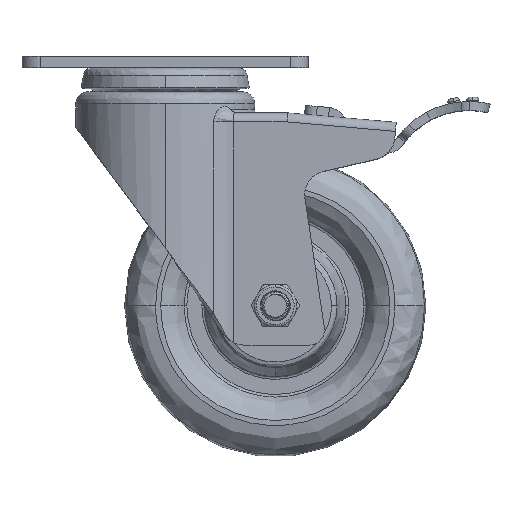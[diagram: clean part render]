
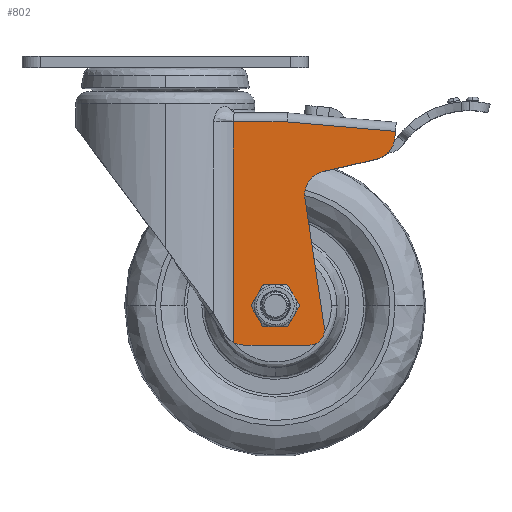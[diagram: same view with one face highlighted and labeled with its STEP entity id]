
A CAD part, top view. The second image highlights one B-rep face of the part: STEP entity #802.
In plain terms, the highlighted planar face has unit normal (0, 0, 1).
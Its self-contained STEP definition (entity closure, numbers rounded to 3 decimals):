
#67 = LINE ( 'NONE', #11532, #12125 ) ;
#248 = ORIENTED_EDGE ( 'NONE', *, *, #7400, .T. ) ;
#260 = CARTESIAN_POINT ( 'NONE',  ( 31.5, -82.8, 23. ) ) ;
#786 = CARTESIAN_POINT ( 'NONE',  ( 0., 0., 23. ) ) ;
#802 = ADVANCED_FACE ( 'NONE', ( #9565, #8067 ), #14394, .T. ) ;
#844 = LINE ( 'NONE', #17244, #17075 ) ;
#877 = CARTESIAN_POINT ( 'NONE',  ( 26.105, -95.8, 23. ) ) ;
#1061 = DIRECTION ( 'NONE',  ( 1., 0., 0. ) ) ;
#1298 = VECTOR ( 'NONE', #11167, 1000. ) ;
#1704 = CARTESIAN_POINT ( 'NONE',  ( 52.456, -38.229, 23. ) ) ;
#1853 = CARTESIAN_POINT ( 'NONE',  ( 26.105, -87.8, 23. ) ) ;
#1918 = ORIENTED_EDGE ( 'NONE', *, *, #10778, .T. ) ;
#2081 = CARTESIAN_POINT ( 'NONE',  ( 0., -95.8, 23. ) ) ;
#2113 = DIRECTION ( 'NONE',  ( 0.974, 0.225, 0. ) ) ;
#2242 = CARTESIAN_POINT ( 'NONE',  ( 46.343, -47.207, 23. ) ) ;
#2322 = VERTEX_POINT ( 'NONE', #16564 ) ;
#2724 = EDGE_CURVE ( 'NONE', #14364, #2322, #10974, .T. ) ;
#2938 = VERTEX_POINT ( 'NONE', #7116 ) ;
#2990 = AXIS2_PLACEMENT_3D ( 'NONE', #1853, #14572, #9663 ) ;
#3099 = DIRECTION ( 'NONE',  ( 0., 0., 1. ) ) ;
#3437 = DIRECTION ( 'NONE',  ( 0., -1., 0. ) ) ;
#3463 = ORIENTED_EDGE ( 'NONE', *, *, #8973, .T. ) ;
#3509 = DIRECTION ( 'NONE',  ( 1., 0., 0. ) ) ;
#3740 = CARTESIAN_POINT ( 'NONE',  ( 52.753, -90.06, 23. ) ) ;
#3748 = ORIENTED_EDGE ( 'NONE', *, *, #13408, .T. ) ;
#3901 = ORIENTED_EDGE ( 'NONE', *, *, #9290, .T. ) ;
#4216 = DIRECTION ( 'NONE',  ( 0., 0., 1. ) ) ;
#4230 = EDGE_LOOP ( 'NONE', ( #13294, #13100, #5533, #3748, #20150, #17425, #3463, #18134, #1918, #5378, #8128, #11018 ) ) ;
#4234 = LINE ( 'NONE', #6973, #7452 ) ;
#4517 = AXIS2_PLACEMENT_3D ( 'NONE', #18625, #4216, #1061 ) ;
#4760 = CIRCLE ( 'NONE', #4517, 5. ) ;
#4775 = CARTESIAN_POINT ( 'NONE',  ( 76.144, -27.087, 23. ) ) ;
#5207 = CIRCLE ( 'NONE', #8920, 5. ) ;
#5240 = AXIS2_PLACEMENT_3D ( 'NONE', #12508, #6193, #18674 ) ;
#5378 = ORIENTED_EDGE ( 'NONE', *, *, #11088, .T. ) ;
#5479 = CARTESIAN_POINT ( 'NONE',  ( 47.808, -90.8, 23. ) ) ;
#5533 = ORIENTED_EDGE ( 'NONE', *, *, #2724, .T. ) ;
#5930 = AXIS2_PLACEMENT_3D ( 'NONE', #16374, #10599, #15075 ) ;
#6193 = DIRECTION ( 'NONE',  ( 0., 0., -1. ) ) ;
#6343 = VERTEX_POINT ( 'NONE', #18436 ) ;
#6516 = CARTESIAN_POINT ( 'NONE',  ( 40.469, -21.8, 23. ) ) ;
#6602 = CARTESIAN_POINT ( 'NONE',  ( 52.753, -90.06, 23. ) ) ;
#6875 = DIRECTION ( 'NONE',  ( 1., 0., 0. ) ) ;
#6879 = EDGE_LOOP ( 'NONE', ( #248, #3901 ) ) ;
#6973 = CARTESIAN_POINT ( 'NONE',  ( 76.144, -27.087, 23. ) ) ;
#7116 = CARTESIAN_POINT ( 'NONE',  ( 52.808, -90.8, 23. ) ) ;
#7241 = CARTESIAN_POINT ( 'NONE',  ( 22.58, -94.982, 23. ) ) ;
#7400 = EDGE_CURVE ( 'NONE', #8371, #15742, #14342, .T. ) ;
#7452 = VECTOR ( 'NONE', #14938, 1000. ) ;
#7906 = EDGE_CURVE ( 'NONE', #2938, #19437, #5207, .T. ) ;
#7943 = EDGE_CURVE ( 'NONE', #12348, #18437, #67, .T. ) ;
#8067 = FACE_OUTER_BOUND ( 'NONE', #4230, .T. ) ;
#8128 = ORIENTED_EDGE ( 'NONE', *, *, #16399, .T. ) ;
#8280 = VECTOR ( 'NONE', #13155, 1000. ) ;
#8371 = VERTEX_POINT ( 'NONE', #18627 ) ;
#8430 = CIRCLE ( 'NONE', #5930, 5. ) ;
#8920 = AXIS2_PLACEMENT_3D ( 'NONE', #5479, #17781, #6875 ) ;
#8973 = EDGE_CURVE ( 'NONE', #9799, #12348, #18956, .T. ) ;
#9290 = EDGE_CURVE ( 'NONE', #15742, #8371, #8430, .T. ) ;
#9544 = AXIS2_PLACEMENT_3D ( 'NONE', #786, #3099, #12663 ) ;
#9565 = FACE_BOUND ( 'NONE', #6879, .T. ) ;
#9663 = DIRECTION ( 'NONE',  ( 1., 0., 0. ) ) ;
#9799 = VERTEX_POINT ( 'NONE', #2242 ) ;
#9863 = CARTESIAN_POINT ( 'NONE',  ( 22.58, 140.984, 23. ) ) ;
#9925 = DIRECTION ( 'NONE',  ( -0.148, 0.989, 0. ) ) ;
#10599 = DIRECTION ( 'NONE',  ( 0., 0., -1. ) ) ;
#10623 = VECTOR ( 'NONE', #9925, 1000. ) ;
#10630 = CIRCLE ( 'NONE', #18430, 8. ) ;
#10778 = EDGE_CURVE ( 'NONE', #18437, #15762, #10630, .T. ) ;
#10974 = LINE ( 'NONE', #2081, #8280 ) ;
#11018 = ORIENTED_EDGE ( 'NONE', *, *, #14152, .F. ) ;
#11088 = EDGE_CURVE ( 'NONE', #15762, #6343, #4234, .T. ) ;
#11110 = LINE ( 'NONE', #6602, #10623 ) ;
#11167 = DIRECTION ( 'NONE',  ( -0.996, 0.087, 0. ) ) ;
#11219 = CARTESIAN_POINT ( 'NONE',  ( 36.5, -82.8, 23. ) ) ;
#11532 = CARTESIAN_POINT ( 'NONE',  ( 52.456, -38.229, 23. ) ) ;
#11560 = VERTEX_POINT ( 'NONE', #20189 ) ;
#11858 = LINE ( 'NONE', #19044, #1298 ) ;
#11862 = LINE ( 'NONE', #9863, #18000 ) ;
#12125 = VECTOR ( 'NONE', #2113, 1000. ) ;
#12317 = VERTEX_POINT ( 'NONE', #6516 ) ;
#12348 = VERTEX_POINT ( 'NONE', #1704 ) ;
#12508 = CARTESIAN_POINT ( 'NONE',  ( 54.255, -46.024, 23. ) ) ;
#12663 = DIRECTION ( 'NONE',  ( 1., 0., 0. ) ) ;
#12729 = DIRECTION ( 'NONE',  ( 0., 0., -1. ) ) ;
#13100 = ORIENTED_EDGE ( 'NONE', *, *, #15335, .T. ) ;
#13155 = DIRECTION ( 'NONE',  ( 1., 0., 0. ) ) ;
#13294 = ORIENTED_EDGE ( 'NONE', *, *, #17644, .T. ) ;
#13408 = EDGE_CURVE ( 'NONE', #2322, #2938, #4760, .T. ) ;
#13773 = DIRECTION ( 'NONE',  ( 0., 0., 1. ) ) ;
#13822 = VERTEX_POINT ( 'NONE', #7241 ) ;
#14040 = CARTESIAN_POINT ( 'NONE',  ( 68.174, -26.389, 23. ) ) ;
#14152 = EDGE_CURVE ( 'NONE', #11560, #12317, #844, .T. ) ;
#14342 = CIRCLE ( 'NONE', #16958, 5. ) ;
#14364 = VERTEX_POINT ( 'NONE', #877 ) ;
#14394 = PLANE ( 'NONE',  #9544 ) ;
#14572 = DIRECTION ( 'NONE',  ( 0., 0., 1. ) ) ;
#14938 = DIRECTION ( 'NONE',  ( 0.087, 0.996, 0. ) ) ;
#15075 = DIRECTION ( 'NONE',  ( 1., 0., 0. ) ) ;
#15335 = EDGE_CURVE ( 'NONE', #13822, #14364, #16808, .T. ) ;
#15627 = CARTESIAN_POINT ( 'NONE',  ( 69.974, -34.184, 23. ) ) ;
#15742 = VERTEX_POINT ( 'NONE', #260 ) ;
#15762 = VERTEX_POINT ( 'NONE', #4775 ) ;
#16374 = CARTESIAN_POINT ( 'NONE',  ( 36.5, -82.8, 23. ) ) ;
#16399 = EDGE_CURVE ( 'NONE', #6343, #12317, #11858, .T. ) ;
#16564 = CARTESIAN_POINT ( 'NONE',  ( 47.808, -95.8, 23. ) ) ;
#16736 = EDGE_CURVE ( 'NONE', #19437, #9799, #11110, .T. ) ;
#16808 = CIRCLE ( 'NONE', #2990, 8. ) ;
#16958 = AXIS2_PLACEMENT_3D ( 'NONE', #11219, #12729, #3509 ) ;
#17075 = VECTOR ( 'NONE', #19205, 1000. ) ;
#17244 = CARTESIAN_POINT ( 'NONE',  ( 474.86, -21.8, 23. ) ) ;
#17425 = ORIENTED_EDGE ( 'NONE', *, *, #16736, .T. ) ;
#17644 = EDGE_CURVE ( 'NONE', #11560, #13822, #11862, .T. ) ;
#17781 = DIRECTION ( 'NONE',  ( 0., 0., 1. ) ) ;
#18000 = VECTOR ( 'NONE', #3437, 1000. ) ;
#18134 = ORIENTED_EDGE ( 'NONE', *, *, #7943, .T. ) ;
#18430 = AXIS2_PLACEMENT_3D ( 'NONE', #14040, #13773, #18576 ) ;
#18436 = CARTESIAN_POINT ( 'NONE',  ( 76.332, -24.938, 23. ) ) ;
#18437 = VERTEX_POINT ( 'NONE', #15627 ) ;
#18576 = DIRECTION ( 'NONE',  ( 1., 0., 0. ) ) ;
#18625 = CARTESIAN_POINT ( 'NONE',  ( 47.808, -90.8, 23. ) ) ;
#18627 = CARTESIAN_POINT ( 'NONE',  ( 41.5, -82.8, 23. ) ) ;
#18674 = DIRECTION ( 'NONE',  ( 1., 0., 0. ) ) ;
#18956 = CIRCLE ( 'NONE', #5240, 8. ) ;
#19044 = CARTESIAN_POINT ( 'NONE',  ( 76.332, -24.938, 23. ) ) ;
#19205 = DIRECTION ( 'NONE',  ( 1., 0., 0. ) ) ;
#19437 = VERTEX_POINT ( 'NONE', #3740 ) ;
#20150 = ORIENTED_EDGE ( 'NONE', *, *, #7906, .T. ) ;
#20189 = CARTESIAN_POINT ( 'NONE',  ( 22.58, -21.8, 23. ) ) ;
